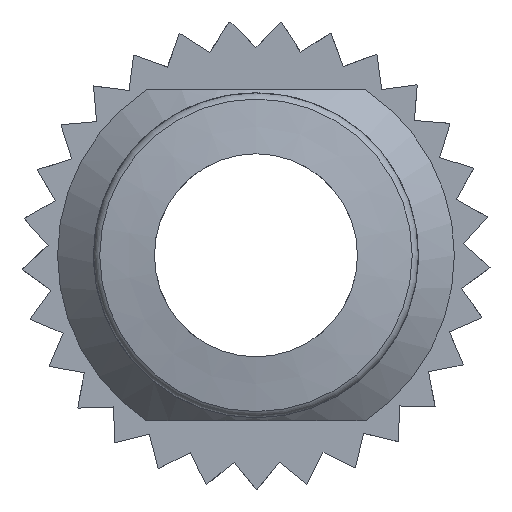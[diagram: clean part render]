
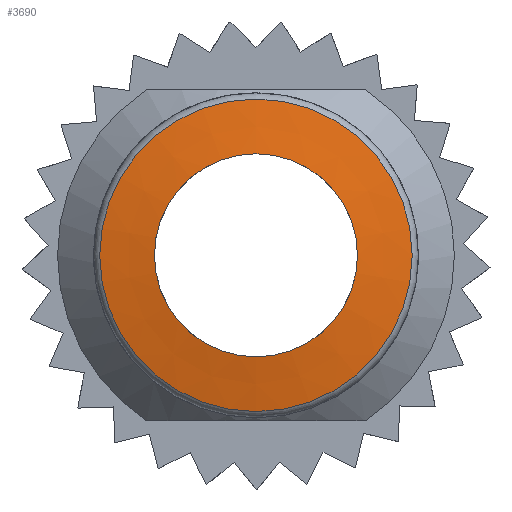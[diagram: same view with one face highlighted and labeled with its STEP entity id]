
A CAD part, front view. The second image highlights one B-rep face of the part: STEP entity #3690.
In plain terms, the highlighted conical face has half-angle 80 degrees and reference radius 2.5 mm.
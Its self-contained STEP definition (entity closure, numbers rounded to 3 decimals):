
#59=CONICAL_SURFACE('',#3911,2.5,1.396);
#1011=ORIENTED_EDGE('',*,*,#1460,.F.);
#1012=ORIENTED_EDGE('',*,*,#1759,.T.);
#1460=EDGE_CURVE('',#1867,#1867,#2128,.T.);
#1759=EDGE_CURVE('',#2093,#2093,#2176,.T.);
#1867=VERTEX_POINT('',#4741);
#2093=VERTEX_POINT('',#5843);
#2128=CIRCLE('',#3814,1.625);
#2176=CIRCLE('',#3910,2.5);
#2247=EDGE_LOOP('',(#1011));
#2248=EDGE_LOOP('',(#1012));
#2409=FACE_BOUND('',#2247,.T.);
#2410=FACE_BOUND('',#2248,.T.);
#3690=ADVANCED_FACE('',(#2409,#2410),#59,.T.);
#3814=AXIS2_PLACEMENT_3D('',#4740,#4086,#4087);
#3910=AXIS2_PLACEMENT_3D('',#5842,#4354,#4355);
#3911=AXIS2_PLACEMENT_3D('',#5844,#4356,#4357);
#4086=DIRECTION('',(0.,-1.,0.));
#4087=DIRECTION('',(0.,0.,-1.));
#4354=DIRECTION('',(0.,-1.,0.));
#4355=DIRECTION('',(0.,0.,-1.));
#4356=DIRECTION('',(0.,1.,0.));
#4357=DIRECTION('',(0.,0.,1.));
#4740=CARTESIAN_POINT('',(0.,0.,0.));
#4741=CARTESIAN_POINT('',(0.,0.,-1.625));
#5842=CARTESIAN_POINT('',(0.,0.154,0.));
#5843=CARTESIAN_POINT('',(0.,0.154,-2.5));
#5844=CARTESIAN_POINT('',(0.,0.154,0.));
